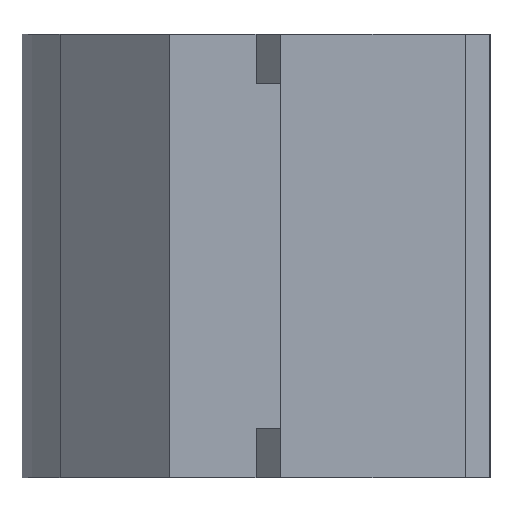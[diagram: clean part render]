
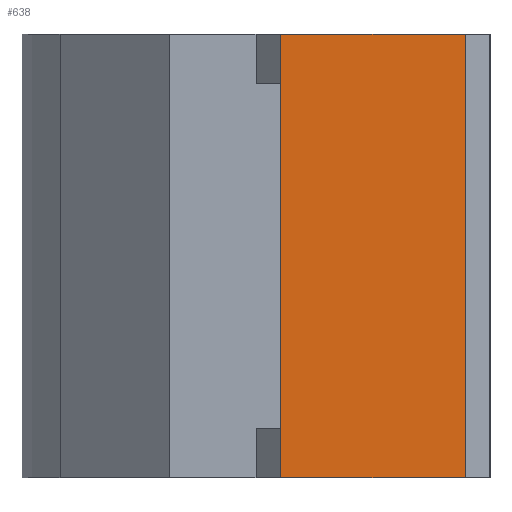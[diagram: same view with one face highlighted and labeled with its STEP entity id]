
A CAD part, left-side view. The second image highlights one B-rep face of the part: STEP entity #638.
In plain terms, the highlighted planar face has unit normal (-1, 0, 0).
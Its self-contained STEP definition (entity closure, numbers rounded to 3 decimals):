
#52=FACE_OUTER_BOUND('',#84,.T.);
#84=EDGE_LOOP('',(#536,#537,#538,#539));
#100=LINE('',#885,#182);
#112=LINE('',#909,#194);
#118=LINE('',#920,#200);
#163=LINE('',#1026,#245);
#182=VECTOR('',#714,10.);
#194=VECTOR('',#732,10.);
#200=VECTOR('',#742,10.);
#245=VECTOR('',#841,10.);
#263=VERTEX_POINT('',#882);
#264=VERTEX_POINT('',#884);
#272=VERTEX_POINT('',#906);
#273=VERTEX_POINT('',#908);
#324=EDGE_CURVE('',#263,#264,#100,.T.);
#336=EDGE_CURVE('',#272,#273,#112,.T.);
#342=EDGE_CURVE('',#273,#263,#118,.T.);
#395=EDGE_CURVE('',#264,#272,#163,.T.);
#536=ORIENTED_EDGE('',*,*,#336,.F.);
#537=ORIENTED_EDGE('',*,*,#395,.F.);
#538=ORIENTED_EDGE('',*,*,#324,.F.);
#539=ORIENTED_EDGE('',*,*,#342,.F.);
#606=PLANE('',#692);
#638=ADVANCED_FACE('',(#52),#606,.T.);
#692=AXIS2_PLACEMENT_3D('',#1025,#839,#840);
#714=DIRECTION('',(0.,0.,1.));
#732=DIRECTION('',(0.,0.,-1.));
#742=DIRECTION('',(0.,1.,0.));
#839=DIRECTION('center_axis',(-1.,0.,0.));
#840=DIRECTION('ref_axis',(0.,-1.,0.));
#841=DIRECTION('',(0.,-1.,0.));
#882=CARTESIAN_POINT('',(-18.877,4.25,0.));
#884=CARTESIAN_POINT('',(-18.877,4.25,9.));
#885=CARTESIAN_POINT('',(-18.877,4.25,0.));
#906=CARTESIAN_POINT('',(-18.877,0.5,9.));
#908=CARTESIAN_POINT('',(-18.877,0.5,0.));
#909=CARTESIAN_POINT('',(-18.877,0.5,0.));
#920=CARTESIAN_POINT('',(-18.877,0.,0.));
#1025=CARTESIAN_POINT('Origin',(-18.877,4.25,0.));
#1026=CARTESIAN_POINT('',(-18.877,0.,9.));
